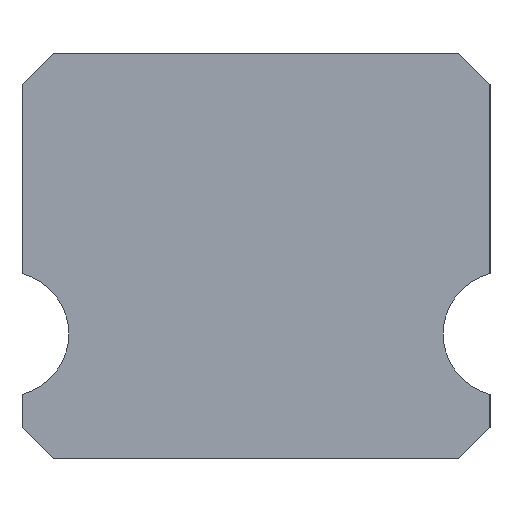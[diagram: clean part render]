
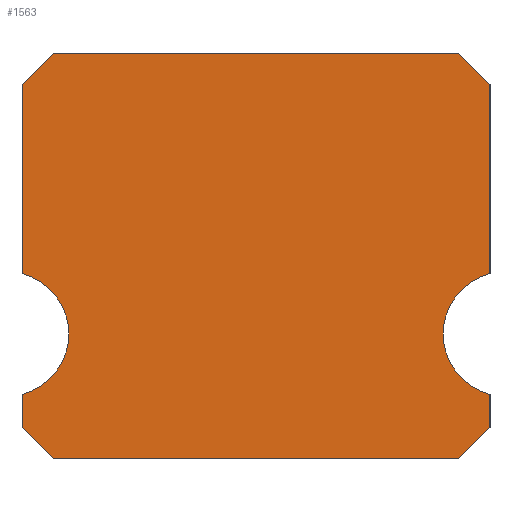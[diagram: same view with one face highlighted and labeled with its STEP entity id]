
A CAD part, left-side view. The second image highlights one B-rep face of the part: STEP entity #1563.
In plain terms, the highlighted planar face has unit normal (-1, 0, 0).
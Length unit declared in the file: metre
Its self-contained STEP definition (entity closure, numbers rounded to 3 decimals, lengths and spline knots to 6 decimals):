
#35=PLANE('',#1666);
#39=LINE('',#3989,#71);
#43=LINE('',#3998,#75);
#47=LINE('',#4007,#79);
#49=LINE('',#4010,#81);
#58=LINE('',#4028,#90);
#59=LINE('',#4030,#91);
#62=LINE('',#4036,#94);
#63=LINE('',#4038,#95);
#66=LINE('',#4046,#98);
#67=LINE('',#4048,#99);
#71=VECTOR('',#1800,1.);
#75=VECTOR('',#1806,1.);
#79=VECTOR('',#1812,1.);
#81=VECTOR('',#1816,1.);
#90=VECTOR('',#1831,1.);
#91=VECTOR('',#1834,1.);
#94=VECTOR('',#1839,1.);
#95=VECTOR('',#1842,1.);
#98=VECTOR('',#1851,1.);
#99=VECTOR('',#1854,1.);
#301=CIRCLE('',#1651,0.0004);
#303=CIRCLE('',#1663,0.0004);
#628=ORIENTED_EDGE('',*,*,#1075,.T.);
#629=ORIENTED_EDGE('',*,*,#1069,.T.);
#630=ORIENTED_EDGE('',*,*,#1073,.T.);
#631=ORIENTED_EDGE('',*,*,#1085,.T.);
#632=ORIENTED_EDGE('',*,*,#1062,.T.);
#633=ORIENTED_EDGE('',*,*,#1095,.T.);
#634=ORIENTED_EDGE('',*,*,#1090,.T.);
#635=ORIENTED_EDGE('',*,*,#1065,.T.);
#636=ORIENTED_EDGE('',*,*,#1089,.T.);
#637=ORIENTED_EDGE('',*,*,#1094,.T.);
#638=ORIENTED_EDGE('',*,*,#1092,.T.);
#639=ORIENTED_EDGE('',*,*,#1086,.T.);
#1062=EDGE_CURVE('',#1303,#1302,#301,.T.);
#1065=EDGE_CURVE('',#1306,#1304,#39,.T.);
#1069=EDGE_CURVE('',#1310,#1308,#43,.T.);
#1073=EDGE_CURVE('',#1308,#1312,#47,.T.);
#1075=EDGE_CURVE('',#1314,#1310,#49,.T.);
#1085=EDGE_CURVE('',#1312,#1303,#58,.T.);
#1086=EDGE_CURVE('',#1320,#1314,#59,.T.);
#1089=EDGE_CURVE('',#1304,#1321,#62,.T.);
#1090=EDGE_CURVE('',#1322,#1306,#63,.T.);
#1092=EDGE_CURVE('',#1323,#1320,#303,.T.);
#1094=EDGE_CURVE('',#1321,#1323,#66,.T.);
#1095=EDGE_CURVE('',#1302,#1322,#67,.T.);
#1302=VERTEX_POINT('',#3981);
#1303=VERTEX_POINT('',#3983);
#1304=VERTEX_POINT('',#3987);
#1306=VERTEX_POINT('',#3990);
#1308=VERTEX_POINT('',#3996);
#1310=VERTEX_POINT('',#3999);
#1312=VERTEX_POINT('',#4005);
#1314=VERTEX_POINT('',#4011);
#1320=VERTEX_POINT('',#4031);
#1321=VERTEX_POINT('',#4035);
#1322=VERTEX_POINT('',#4039);
#1323=VERTEX_POINT('',#4043);
#1427=EDGE_LOOP('',(#628,#629,#630,#631,#632,#633,#634,#635,#636,#637,#638,
#639));
#1501=FACE_BOUND('',#1427,.T.);
#1563=ADVANCED_FACE('',(#1501),#35,.T.);
#1651=AXIS2_PLACEMENT_3D('',#3982,#1794,#1795);
#1663=AXIS2_PLACEMENT_3D('',#4042,#1846,#1847);
#1666=AXIS2_PLACEMENT_3D('',#4049,#1855,#1856);
#1794=DIRECTION('',(1.,0.,0.));
#1795=DIRECTION('',(0.,1.,0.));
#1800=DIRECTION('',(0.,1.,0.));
#1806=DIRECTION('',(0.,-1.,0.));
#1812=DIRECTION('',(0.,-0.707,0.707));
#1816=DIRECTION('',(0.,-0.707,-0.707));
#1831=DIRECTION('',(0.,0.,1.));
#1834=DIRECTION('',(0.,0.,-1.));
#1839=DIRECTION('',(0.,0.707,-0.707));
#1842=DIRECTION('',(0.,0.707,0.707));
#1846=DIRECTION('',(1.,0.,0.));
#1847=DIRECTION('',(0.,1.,0.));
#1851=DIRECTION('',(0.,0.,-1.));
#1854=DIRECTION('',(0.,0.,1.));
#1855=DIRECTION('',(-1.,0.,0.));
#1856=DIRECTION('',(0.,1.,0.));
#3981=CARTESIAN_POINT('',(-0.03,-0.0015,0.019587));
#3982=CARTESIAN_POINT('',(-0.03,-0.0016,0.0192));
#3983=CARTESIAN_POINT('',(-0.03,-0.0015,0.018813));
#3987=CARTESIAN_POINT('',(-0.03,0.0013,0.021));
#3989=CARTESIAN_POINT('',(-0.03,-0.0013,0.021));
#3990=CARTESIAN_POINT('',(-0.03,-0.0013,0.021));
#3996=CARTESIAN_POINT('',(-0.03,-0.0013,0.0184));
#3998=CARTESIAN_POINT('',(-0.03,0.0013,0.0184));
#3999=CARTESIAN_POINT('',(-0.03,0.0013,0.0184));
#4005=CARTESIAN_POINT('',(-0.03,-0.0015,0.0186));
#4007=CARTESIAN_POINT('',(-0.03,-0.0013,0.0184));
#4010=CARTESIAN_POINT('',(-0.03,0.0015,0.0186));
#4011=CARTESIAN_POINT('',(-0.03,0.0015,0.0186));
#4028=CARTESIAN_POINT('',(-0.03,-0.0015,0.0192));
#4030=CARTESIAN_POINT('',(-0.03,0.0015,0.0192));
#4031=CARTESIAN_POINT('',(-0.03,0.0015,0.018813));
#4035=CARTESIAN_POINT('',(-0.03,0.0015,0.0208));
#4036=CARTESIAN_POINT('',(-0.03,0.0013,0.021));
#4038=CARTESIAN_POINT('',(-0.03,-0.0015,0.0208));
#4039=CARTESIAN_POINT('',(-0.03,-0.0015,0.0208));
#4042=CARTESIAN_POINT('',(-0.03,0.0016,0.0192));
#4043=CARTESIAN_POINT('',(-0.03,0.0015,0.019587));
#4046=CARTESIAN_POINT('',(-0.03,0.0015,0.0208));
#4048=CARTESIAN_POINT('',(-0.03,-0.0015,0.019587));
#4049=CARTESIAN_POINT('',(-0.03,0.0016,0.0192));
